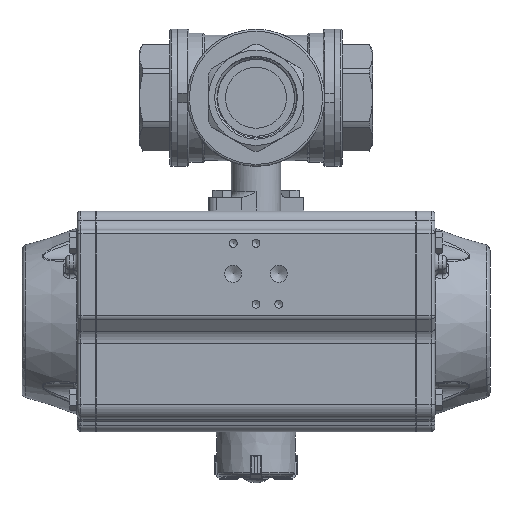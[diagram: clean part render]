
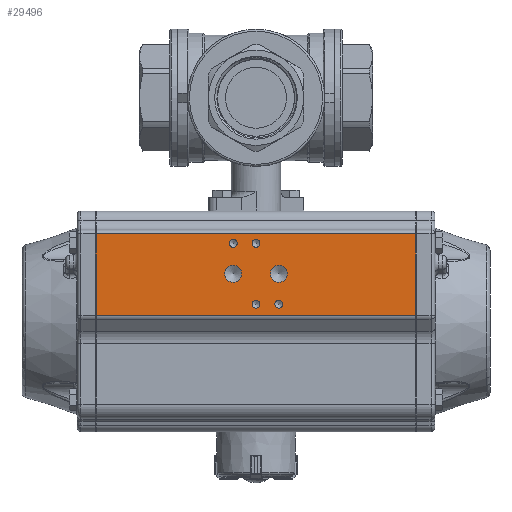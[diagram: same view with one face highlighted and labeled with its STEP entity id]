
A CAD part, front view. The second image highlights one B-rep face of the part: STEP entity #29496.
In plain terms, the highlighted face is planar.
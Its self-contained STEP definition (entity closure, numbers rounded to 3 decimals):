
#1324=PLANE('',#32240);
#3905=LINE('',#72944,#6378);
#3906=LINE('',#72948,#6379);
#3907=LINE('',#72950,#6380);
#3908=LINE('',#72952,#6381);
#6378=VECTOR('',#39593,1000.);
#6379=VECTOR('',#39598,1000.);
#6380=VECTOR('',#39599,1000.);
#6381=VECTOR('',#39600,1000.);
#15248=ORIENTED_EDGE('',*,*,#19840,.F.);
#15249=ORIENTED_EDGE('',*,*,#19842,.T.);
#15250=ORIENTED_EDGE('',*,*,#19843,.T.);
#15251=ORIENTED_EDGE('',*,*,#19844,.T.);
#15252=ORIENTED_EDGE('',*,*,#19097,.F.);
#15253=ORIENTED_EDGE('',*,*,#19095,.F.);
#15254=ORIENTED_EDGE('',*,*,#19093,.F.);
#15255=ORIENTED_EDGE('',*,*,#19091,.F.);
#15256=ORIENTED_EDGE('',*,*,#19089,.F.);
#15257=ORIENTED_EDGE('',*,*,#19087,.F.);
#19087=EDGE_CURVE('',#22312,#22312,#23570,.T.);
#19089=EDGE_CURVE('',#22315,#22315,#23572,.T.);
#19091=EDGE_CURVE('',#22318,#22318,#23574,.T.);
#19093=EDGE_CURVE('',#22321,#22321,#23576,.T.);
#19095=EDGE_CURVE('',#22324,#22324,#23578,.T.);
#19097=EDGE_CURVE('',#22327,#22327,#23580,.T.);
#19840=EDGE_CURVE('',#22833,#22834,#3905,.T.);
#19842=EDGE_CURVE('',#22833,#22835,#3906,.T.);
#19843=EDGE_CURVE('',#22835,#22836,#3907,.T.);
#19844=EDGE_CURVE('',#22836,#22834,#3908,.T.);
#22312=VERTEX_POINT('',#66639);
#22315=VERTEX_POINT('',#66646);
#22318=VERTEX_POINT('',#66653);
#22321=VERTEX_POINT('',#66660);
#22324=VERTEX_POINT('',#66667);
#22327=VERTEX_POINT('',#66674);
#22833=VERTEX_POINT('',#72943);
#22834=VERTEX_POINT('',#72945);
#22835=VERTEX_POINT('',#72949);
#22836=VERTEX_POINT('',#72951);
#23570=CIRCLE('',#31611,2.1);
#23572=CIRCLE('',#31615,2.1);
#23574=CIRCLE('',#31619,2.1);
#23576=CIRCLE('',#31623,2.1);
#23578=CIRCLE('',#31627,4.4);
#23580=CIRCLE('',#31631,4.4);
#25700=EDGE_LOOP('',(#15248,#15249,#15250,#15251));
#25701=EDGE_LOOP('',(#15252));
#25702=EDGE_LOOP('',(#15253));
#25703=EDGE_LOOP('',(#15254));
#25704=EDGE_LOOP('',(#15255));
#25705=EDGE_LOOP('',(#15256));
#25706=EDGE_LOOP('',(#15257));
#27571=FACE_BOUND('',#25700,.T.);
#27572=FACE_BOUND('',#25701,.T.);
#27573=FACE_BOUND('',#25702,.T.);
#27574=FACE_BOUND('',#25703,.T.);
#27575=FACE_BOUND('',#25704,.T.);
#27576=FACE_BOUND('',#25705,.T.);
#27577=FACE_BOUND('',#25706,.T.);
#29496=ADVANCED_FACE('',(#27571,#27572,#27573,#27574,#27575,#27576,#27577),
#1324,.F.);
#31611=AXIS2_PLACEMENT_3D('',#66638,#38105,#38106);
#31615=AXIS2_PLACEMENT_3D('',#66645,#38113,#38114);
#31619=AXIS2_PLACEMENT_3D('',#66652,#38121,#38122);
#31623=AXIS2_PLACEMENT_3D('',#66659,#38129,#38130);
#31627=AXIS2_PLACEMENT_3D('',#66666,#38137,#38138);
#31631=AXIS2_PLACEMENT_3D('',#66673,#38145,#38146);
#32240=AXIS2_PLACEMENT_3D('',#72947,#39596,#39597);
#38105=DIRECTION('',(-1.,0.,0.));
#38106=DIRECTION('',(0.,0.,1.));
#38113=DIRECTION('',(-1.,0.,0.));
#38114=DIRECTION('',(0.,0.,1.));
#38121=DIRECTION('',(-1.,0.,0.));
#38122=DIRECTION('',(0.,0.,1.));
#38129=DIRECTION('',(-1.,0.,0.));
#38130=DIRECTION('',(0.,0.,1.));
#38137=DIRECTION('',(-1.,0.,0.));
#38138=DIRECTION('',(0.,0.,1.));
#38145=DIRECTION('',(-1.,0.,0.));
#38146=DIRECTION('',(0.,0.,1.));
#39593=DIRECTION('',(0.,0.,-1.));
#39596=DIRECTION('',(1.,0.,0.));
#39597=DIRECTION('',(0.,1.,0.));
#39598=DIRECTION('',(0.,1.,0.));
#39599=DIRECTION('',(0.,0.,-1.));
#39600=DIRECTION('',(0.,-1.,0.));
#66638=CARTESIAN_POINT('',(-58.5,-41.,12.));
#66639=CARTESIAN_POINT('',(-58.5,-41.,14.1));
#66645=CARTESIAN_POINT('',(-58.5,-41.,0.));
#66646=CARTESIAN_POINT('',(-58.5,-41.,2.1));
#66652=CARTESIAN_POINT('',(-58.5,-9.,0.));
#66653=CARTESIAN_POINT('',(-58.5,-9.,2.1));
#66659=CARTESIAN_POINT('',(-58.5,-9.,-12.));
#66660=CARTESIAN_POINT('',(-58.5,-9.,-9.9));
#66666=CARTESIAN_POINT('',(-58.5,-25.,-12.));
#66667=CARTESIAN_POINT('',(-58.5,-25.,-7.6));
#66673=CARTESIAN_POINT('',(-58.5,-25.,12.));
#66674=CARTESIAN_POINT('',(-58.5,-25.,16.4));
#72943=CARTESIAN_POINT('',(-58.5,-46.,84.));
#72944=CARTESIAN_POINT('',(-58.5,-46.,84.5));
#72945=CARTESIAN_POINT('',(-58.5,-46.,-84.));
#72947=CARTESIAN_POINT('',(-58.5,-3.052,84.5));
#72948=CARTESIAN_POINT('',(-58.5,-3.052,84.));
#72949=CARTESIAN_POINT('',(-58.5,-3.052,84.));
#72950=CARTESIAN_POINT('',(-58.5,-3.052,84.5));
#72951=CARTESIAN_POINT('',(-58.5,-3.052,-84.));
#72952=CARTESIAN_POINT('',(-58.5,-3.052,-84.));
